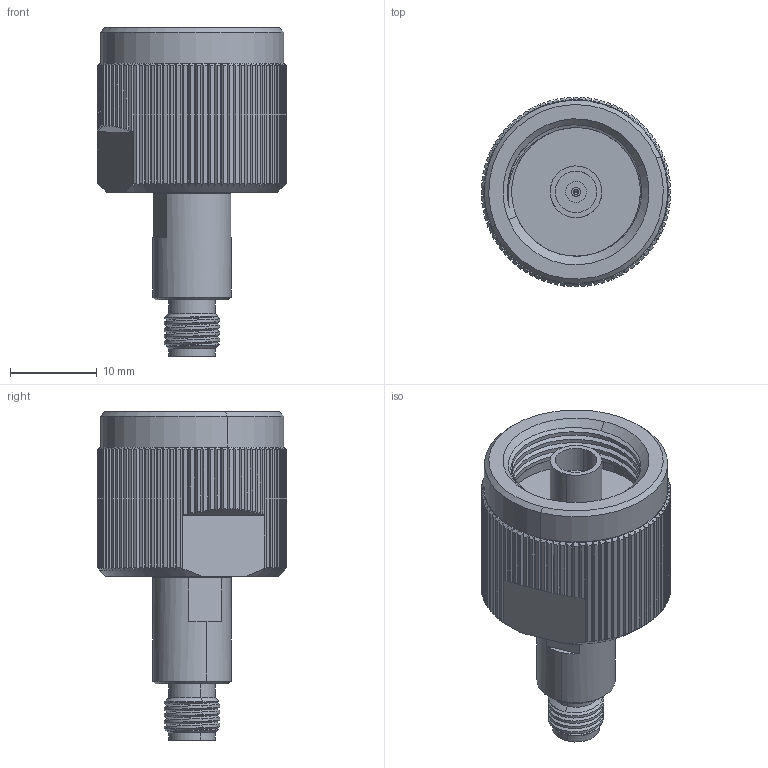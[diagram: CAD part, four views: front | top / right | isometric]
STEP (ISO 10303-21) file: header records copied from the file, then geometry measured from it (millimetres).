
FILE_DESCRIPTION (( 'STEP AP214' ), '1' );
FILE_NAME ('CT-2FNKF-LN1.STEP', '2025-01-24T20:25:46', ( '' ), ( '' ), 'SwSTEP 2.0', 'SolidWorks 2021', '' );
FILE_SCHEMA (( 'AUTOMOTIVE_DESIGN' ));
Length unit declared in the file: inch
Products named in the file (1): CT-2FNKF-LN1
Bounding box: 21.8 x 21.8 x 37.77 mm (x, y, z)
Volume: 6470.5 mm3; surface area: 3676.3 mm2
Topology: 2 solids, 2 shells, 505 faces, 1267 edges, 776 vertices
Faces by surface type: plane 233, cylinder 147, cone 118, bspline 4, torus 3
Entity records: 23762 total; most frequent: CARTESIAN_POINT 5746, ORIENTED_EDGE 2522, DIRECTION 2242, EDGE_CURVE 1261, AXIS2_PLACEMENT_3D 882, VERTEX_POINT 776, EDGE_LOOP 521, LENGTH_MEASURE_WITH_UNIT 508
